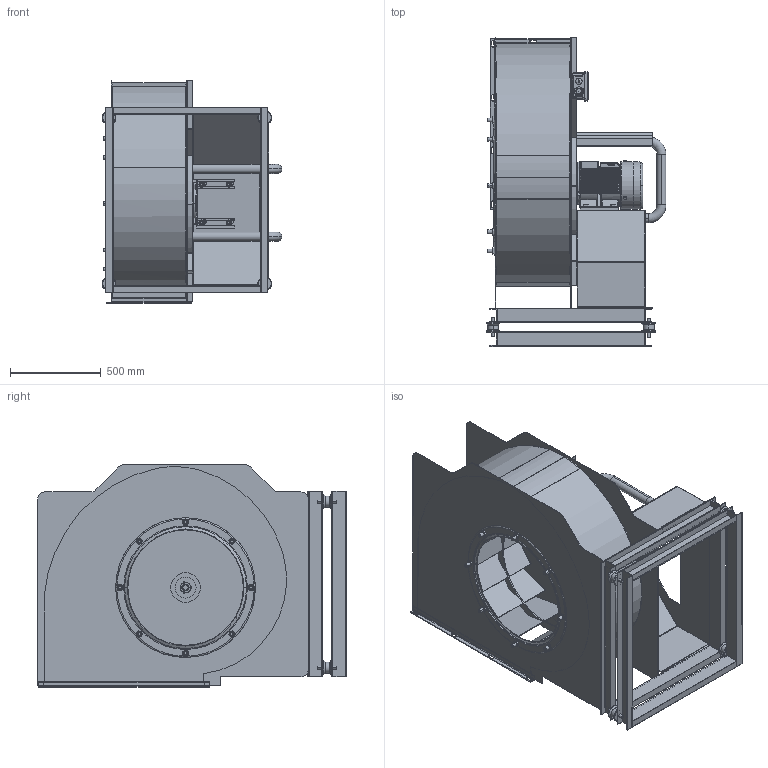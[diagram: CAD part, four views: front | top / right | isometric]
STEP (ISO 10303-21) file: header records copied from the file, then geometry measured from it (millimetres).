
FILE_DESCRIPTION(('FreeCAD Model'),'2;1');
FILE_NAME('Open CASCADE Shape Model','2025-04-26T08:11:44',('FreeCAD'),( 'FreeCAD'),'Open CASCADE STEP processor 7.6','FreeCAD','Unknown');
FILE_SCHEMA(('AUTOMOTIVE_DESIGN { 1 0 10303 214 1 1 1 1 }'));
Products named in the file (1): Open CASCADE STEP translator 7.6 1
Bounding box: 989.09 x 1698 x 1222.66 mm (x, y, z)
Volume: 65078572.8 mm3; surface area: 23860744.1 mm2
Topology: 37 solids, 41 shells, 2930 faces, 7806 edges, 5058 vertices
Faces by surface type: plane 1465, cylinder 831, cone 307, bspline 243, torus 77, sphere 5, revolution 2
Entity records: 102943 total; most frequent: CARTESIAN_POINT 30958, ORIENTED_EDGE 15604, DIRECTION 13990, EDGE_CURVE 7802, VERTEX_POINT 5058, AXIS2_PLACEMENT_3D 4716, LINE 4556, VECTOR 4556
